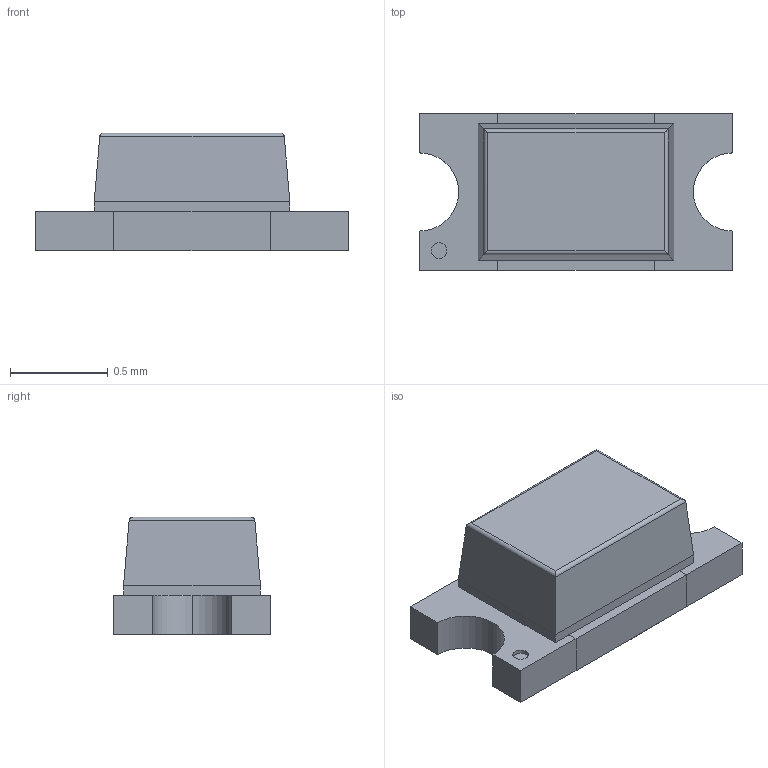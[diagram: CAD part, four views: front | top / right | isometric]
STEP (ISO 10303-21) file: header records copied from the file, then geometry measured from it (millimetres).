
FILE_DESCRIPTION (( 'STEP AP214' ), '1' );
FILE_NAME ('User Library-LED_0603_Y.STEP', '2017-02-27T03:22:46', ( 'Windows User' ), ( '' ), 'SwSTEP 2.0', 'SolidWorks 2017', '' );
FILE_SCHEMA (( 'AUTOMOTIVE_DESIGN' ));
Length unit declared in the file: millimetre
Products named in the file (6): User Library-LED_0603_Y_Pad; User Library-LED_0603_Y_Pocket001; User Library-LED_0603_Y_Pad004; User Library-LED_0603_Y_Pocket002; User Library-LED_0603_Y; User Library-LED_0603_Y_Fillet
Assembly tree (5 placements, depth 2):
  User Library-LED_0603_Y
    User Library-LED_0603_Y_Pocket002
    User Library-LED_0603_Y_Pad004
    User Library-LED_0603_Y_Fillet
    User Library-LED_0603_Y_Pocket001
    User Library-LED_0603_Y_Pad
Bounding box: 1.6 x 0.8 x 0.6 mm (x, y, z)
Volume: 0.4 mm3; surface area: 7 mm2
Topology: 4 solids, 5 shells, 49 faces, 109 edges, 70 vertices
Faces by surface type: plane 40, cylinder 9
Entity records: 2103 total; most frequent: CARTESIAN_POINT 249, DIRECTION 231, ORIENTED_EDGE 216, EDGE_CURVE 109, VECTOR 95, LINE 95, VERTEX_POINT 70, AXIS2_PLACEMENT_3D 68
